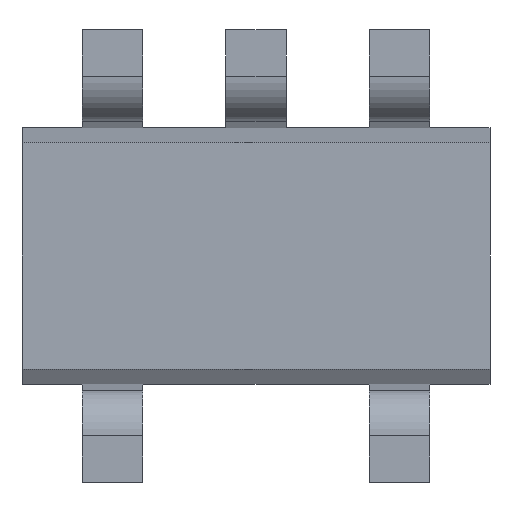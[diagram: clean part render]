
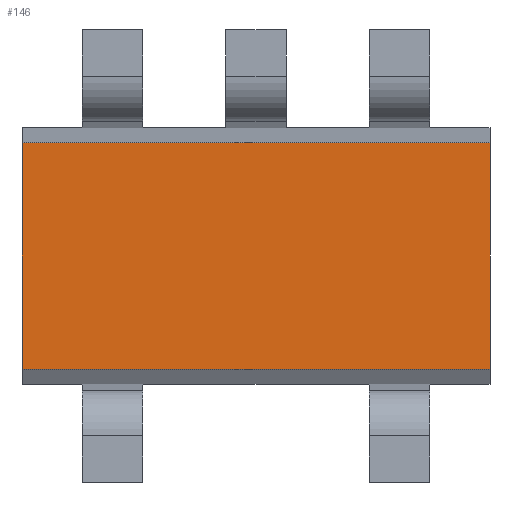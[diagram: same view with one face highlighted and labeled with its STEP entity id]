
A CAD part, front view. The second image highlights one B-rep face of the part: STEP entity #146.
In plain terms, the highlighted planar face has unit normal (0, -1, 0).
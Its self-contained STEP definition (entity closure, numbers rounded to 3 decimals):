
#140 = CARTESIAN_POINT ( 'NONE',  ( -1.55, 0.1, -0.75 ) ) ;
#146 = ADVANCED_FACE ( 'NONE', ( #1375 ), #685, .F. ) ;
#201 = EDGE_CURVE ( 'NONE', #439, #1858, #1434, .T. ) ;
#271 = VECTOR ( 'NONE', #714, 1000. ) ;
#288 = LINE ( 'NONE', #1721, #787 ) ;
#356 = VECTOR ( 'NONE', #619, 1000. ) ;
#407 = CARTESIAN_POINT ( 'NONE',  ( 1.55, 0.1, -0.75 ) ) ;
#428 = LINE ( 'NONE', #992, #271 ) ;
#431 = EDGE_CURVE ( 'NONE', #1002, #971, #428, .T. ) ;
#439 = VERTEX_POINT ( 'NONE', #1585 ) ;
#483 = VECTOR ( 'NONE', #1326, 1000. ) ;
#538 = DIRECTION ( 'NONE',  ( -1., 0., 0. ) ) ;
#593 = CARTESIAN_POINT ( 'NONE',  ( 1.55, 0.1, -0.75 ) ) ;
#610 = CARTESIAN_POINT ( 'NONE',  ( -1.55, 0.1, -0.75 ) ) ;
#613 = EDGE_CURVE ( 'NONE', #1002, #439, #1341, .T. ) ;
#619 = DIRECTION ( 'NONE',  ( -1., 0., 0. ) ) ;
#650 = DIRECTION ( 'NONE',  ( 0., 1., 0. ) ) ;
#661 = DIRECTION ( 'NONE',  ( 0., 0., 1. ) ) ;
#685 = PLANE ( 'NONE',  #1465 ) ;
#714 = DIRECTION ( 'NONE',  ( 0., 0., -1. ) ) ;
#760 = CARTESIAN_POINT ( 'NONE',  ( 1.55, 0.1, 0.75 ) ) ;
#787 = VECTOR ( 'NONE', #538, 1000. ) ;
#900 = ORIENTED_EDGE ( 'NONE', *, *, #613, .T. ) ;
#971 = VERTEX_POINT ( 'NONE', #593 ) ;
#992 = CARTESIAN_POINT ( 'NONE',  ( 1.55, 0.1, -0.75 ) ) ;
#1002 = VERTEX_POINT ( 'NONE', #760 ) ;
#1108 = EDGE_LOOP ( 'NONE', ( #1166, #1432, #1509, #900 ) ) ;
#1166 = ORIENTED_EDGE ( 'NONE', *, *, #201, .T. ) ;
#1187 = EDGE_CURVE ( 'NONE', #971, #1858, #288, .T. ) ;
#1326 = DIRECTION ( 'NONE',  ( 0., 0., -1. ) ) ;
#1341 = LINE ( 'NONE', #1800, #356 ) ;
#1375 = FACE_OUTER_BOUND ( 'NONE', #1108, .T. ) ;
#1432 = ORIENTED_EDGE ( 'NONE', *, *, #1187, .F. ) ;
#1434 = LINE ( 'NONE', #140, #483 ) ;
#1465 = AXIS2_PLACEMENT_3D ( 'NONE', #407, #650, #661 ) ;
#1509 = ORIENTED_EDGE ( 'NONE', *, *, #431, .F. ) ;
#1585 = CARTESIAN_POINT ( 'NONE',  ( -1.55, 0.1, 0.75 ) ) ;
#1721 = CARTESIAN_POINT ( 'NONE',  ( 1.55, 0.1, -0.75 ) ) ;
#1800 = CARTESIAN_POINT ( 'NONE',  ( 1.55, 0.1, 0.75 ) ) ;
#1858 = VERTEX_POINT ( 'NONE', #610 ) ;
